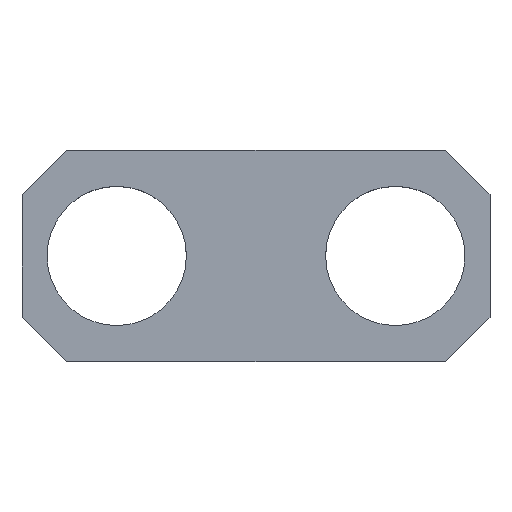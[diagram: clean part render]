
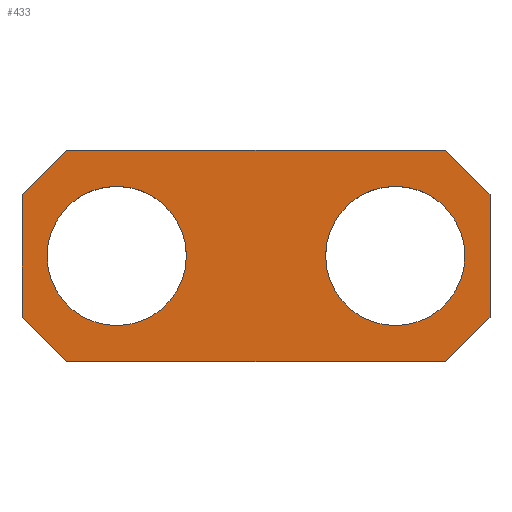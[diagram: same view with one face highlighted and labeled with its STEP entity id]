
A CAD part, top view. The second image highlights one B-rep face of the part: STEP entity #433.
In plain terms, the highlighted planar face has unit normal (0, 0, 1).
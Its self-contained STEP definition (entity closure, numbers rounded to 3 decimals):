
#81=CARTESIAN_POINT('',(18.75,0.,2.5));
#82=VERTEX_POINT('',#81);
#83=CARTESIAN_POINT('',(12.5,0.,2.5));
#84=DIRECTION('',(0.0,0.0,-1.0));
#85=DIRECTION('',(1.0,0.0,0.0));
#86=AXIS2_PLACEMENT_3D('',#83,#84,#85);
#87=CIRCLE('',#86,6.25);
#88=EDGE_CURVE('',#82,#82,#87,.T.);
#98=CARTESIAN_POINT('',(-21.,5.5,2.5));
#99=VERTEX_POINT('',#98);
#100=CARTESIAN_POINT('',(-17.,9.5,2.5));
#101=VERTEX_POINT('',#100);
#102=CARTESIAN_POINT('',(-21.,5.5,2.5));
#103=DIRECTION('',(0.707,0.707,0.0));
#104=VECTOR('',#103,5.657);
#105=LINE('',#102,#104);
#106=EDGE_CURVE('',#99,#101,#105,.T.);
#216=CARTESIAN_POINT('',(17.,9.5,2.5));
#217=VERTEX_POINT('',#216);
#218=CARTESIAN_POINT('',(-17.,9.5,2.5));
#219=DIRECTION('',(1.0,0.0,0.0));
#220=VECTOR('',#219,34.0);
#221=LINE('',#218,#220);
#222=EDGE_CURVE('',#101,#217,#221,.T.);
#241=CARTESIAN_POINT('',(21.,5.5,2.5));
#242=VERTEX_POINT('',#241);
#243=CARTESIAN_POINT('',(17.,9.5,2.5));
#244=DIRECTION('',(0.707,-0.707,0.0));
#245=VECTOR('',#244,5.657);
#246=LINE('',#243,#245);
#247=EDGE_CURVE('',#217,#242,#246,.T.);
#264=CARTESIAN_POINT('',(21.,-5.5,2.5));
#265=VERTEX_POINT('',#264);
#272=CARTESIAN_POINT('',(17.,-9.5,2.5));
#273=VERTEX_POINT('',#272);
#274=CARTESIAN_POINT('',(21.,-5.5,2.5));
#275=DIRECTION('',(-0.707,-0.707,0.0));
#276=VECTOR('',#275,5.657);
#277=LINE('',#274,#276);
#278=EDGE_CURVE('',#265,#273,#277,.T.);
#295=CARTESIAN_POINT('',(-17.,-9.5,2.5));
#296=VERTEX_POINT('',#295);
#297=CARTESIAN_POINT('',(17.,-9.5,2.5));
#298=DIRECTION('',(-1.0,0.0,0.0));
#299=VECTOR('',#298,34.0);
#300=LINE('',#297,#299);
#301=EDGE_CURVE('',#273,#296,#300,.T.);
#320=CARTESIAN_POINT('',(-21.,-5.5,2.5));
#321=VERTEX_POINT('',#320);
#322=CARTESIAN_POINT('',(-17.,-9.5,2.5));
#323=DIRECTION('',(-0.707,0.707,0.0));
#324=VECTOR('',#323,5.657);
#325=LINE('',#322,#324);
#326=EDGE_CURVE('',#296,#321,#325,.T.);
#366=CARTESIAN_POINT('',(-6.25,0.,2.5));
#367=VERTEX_POINT('',#366);
#368=CARTESIAN_POINT('',(-12.5,0.,2.5));
#369=DIRECTION('',(0.0,0.0,-1.0));
#370=DIRECTION('',(1.0,0.0,0.0));
#371=AXIS2_PLACEMENT_3D('',#368,#369,#370);
#372=CIRCLE('',#371,6.25);
#373=EDGE_CURVE('',#367,#367,#372,.T.);
#384=CARTESIAN_POINT('',(21.,5.5,2.5));
#385=DIRECTION('',(0.0,-1.0,0.0));
#386=VECTOR('',#385,11.);
#387=LINE('',#384,#386);
#388=EDGE_CURVE('',#242,#265,#387,.T.);
#403=CARTESIAN_POINT('',(-21.,-5.5,2.5));
#404=DIRECTION('',(0.0,1.0,0.0));
#405=VECTOR('',#404,11.);
#406=LINE('',#403,#405);
#407=EDGE_CURVE('',#321,#99,#406,.T.);
#412=CARTESIAN_POINT('',(0.,0.0,2.5));
#413=DIRECTION('',(0.0,0.0,1.0));
#414=DIRECTION('',(1.0,0.0,0.0));
#415=AXIS2_PLACEMENT_3D('',#412,#413,#414);
#416=PLANE('',#415);
#417=ORIENTED_EDGE('',*,*,#106,.F.);
#418=ORIENTED_EDGE('',*,*,#407,.F.);
#419=ORIENTED_EDGE('',*,*,#326,.F.);
#420=ORIENTED_EDGE('',*,*,#301,.F.);
#421=ORIENTED_EDGE('',*,*,#278,.F.);
#422=ORIENTED_EDGE('',*,*,#388,.F.);
#423=ORIENTED_EDGE('',*,*,#247,.F.);
#424=ORIENTED_EDGE('',*,*,#222,.F.);
#425=EDGE_LOOP('',(#417,#418,#419,#420,#421,#422,#423,#424));
#426=FACE_OUTER_BOUND('',#425,.T.);
#427=ORIENTED_EDGE('',*,*,#88,.T.);
#428=EDGE_LOOP('',(#427));
#429=FACE_BOUND('',#428,.T.);
#430=ORIENTED_EDGE('',*,*,#373,.T.);
#431=EDGE_LOOP('',(#430));
#432=FACE_BOUND('',#431,.T.);
#433=ADVANCED_FACE('',(#426,#429,#432),#416,.T.);
